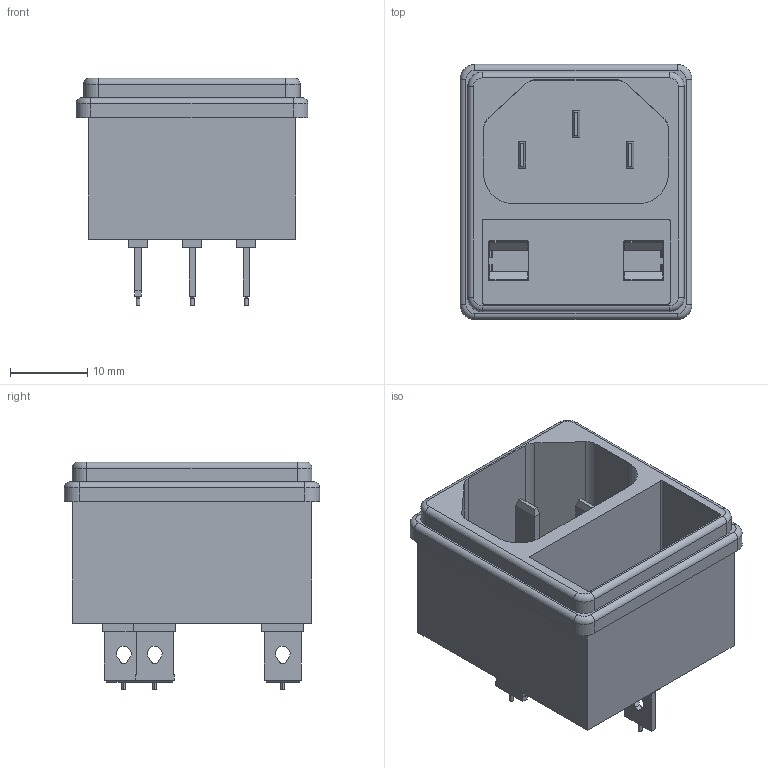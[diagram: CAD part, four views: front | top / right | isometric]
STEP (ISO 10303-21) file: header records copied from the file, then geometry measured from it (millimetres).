
FILE_DESCRIPTION (( 'STEP AP214' ), '1' );
FILE_NAME ('User Library-CN5370 - FUSE AC POWER IN.STEP', '2010-10-19T17:22:30', ( 'sysAdmin' ), ( 'SolidWorks' ), 'SwSTEP 2.0', 'SolidWorks 2010', '' );
FILE_SCHEMA (( 'AUTOMOTIVE_DESIGN' ));
Length unit declared in the file: millimetre
Products named in the file (1): User Library-CN5370 - FUSE AC POWER IN
Bounding box: 29.97 x 33 x 29.43 mm (x, y, z)
Volume: 7247.1 mm3; surface area: 7752.6 mm2
Topology: 1 solids, 1 shells, 357 faces, 873 edges, 513 vertices
Faces by surface type: plane 188, cylinder 128, sphere 33, torus 8
Entity records: 13685 total; most frequent: CARTESIAN_POINT 1850, DIRECTION 1763, ORIENTED_EDGE 1690, EDGE_CURVE 845, AXIS2_PLACEMENT_3D 595, VECTOR 573, LINE 573, VERTEX_POINT 506
